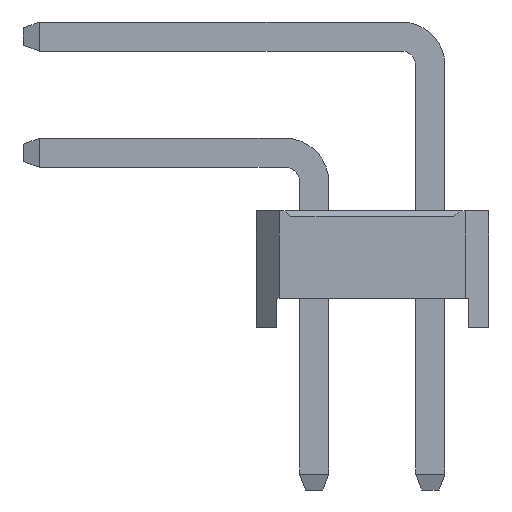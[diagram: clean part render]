
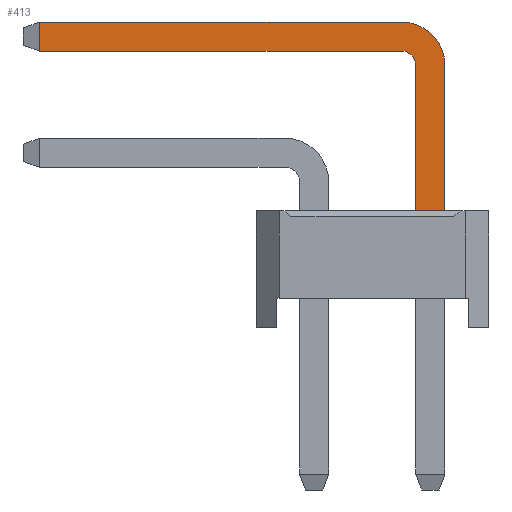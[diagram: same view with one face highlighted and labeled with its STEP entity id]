
A CAD part, left-side view. The second image highlights one B-rep face of the part: STEP entity #413.
In plain terms, the highlighted planar face has unit normal (-1, 0, 0).
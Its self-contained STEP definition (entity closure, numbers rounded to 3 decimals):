
#413=ADVANCED_FACE('',(#1449),#1451,.T.);
#1449=FACE_BOUND('',#1450,.T.);
#1450=EDGE_LOOP('',(#2285,#2286,#2287,#2288,#2289,#2290,#2291,#2292));
#1451=PLANE('',#1452);
#1452=AXIS2_PLACEMENT_3D('',#1453,#1454,#1455);
#1453=CARTESIAN_POINT('',(-0.25,-1.75,-2.8));
#1454=DIRECTION('',(-1.,0.,0.));
#1455=DIRECTION('',(0.,-1.,0.));
#2285=ORIENTED_EDGE('',*,*,#2795,.F.);
#2286=ORIENTED_EDGE('',*,*,#2796,.F.);
#2287=ORIENTED_EDGE('',*,*,#2797,.F.);
#2288=ORIENTED_EDGE('',*,*,#2798,.F.);
#2289=ORIENTED_EDGE('',*,*,#2661,.T.);
#2290=ORIENTED_EDGE('',*,*,#2794,.T.);
#2291=ORIENTED_EDGE('',*,*,#2799,.T.);
#2292=ORIENTED_EDGE('',*,*,#2800,.T.);
#2661=EDGE_CURVE('',#2999,#2997,#3000,.T.);
#2794=EDGE_CURVE('',#2997,#3222,#3224,.T.);
#2795=EDGE_CURVE('',#3225,#3226,#3227,.T.);
#2796=EDGE_CURVE('',#3228,#3225,#3229,.T.);
#2797=EDGE_CURVE('',#3230,#3228,#3231,.T.);
#2798=EDGE_CURVE('',#2999,#3230,#3232,.T.);
#2799=EDGE_CURVE('',#3222,#3233,#3234,.T.);
#2800=EDGE_CURVE('',#3233,#3226,#3235,.T.);
#2997=VERTEX_POINT('',#3558);
#2999=VERTEX_POINT('',#3562);
#3000=LINE('',#3563,#3564);
#3222=VERTEX_POINT('',#4059);
#3224=LINE('',#4063,#4064);
#3225=VERTEX_POINT('',#4066);
#3226=VERTEX_POINT('',#4067);
#3227=LINE('',#4068,#4069);
#3228=VERTEX_POINT('',#4071);
#3229=LINE('',#4072,#4073);
#3230=VERTEX_POINT('',#4075);
#3231=CIRCLE('',#4076,0.25);
#3232=LINE('',#4080,#4081);
#3233=VERTEX_POINT('',#4083);
#3234=CIRCLE('',#4084,0.75);
#3235=LINE('',#4088,#4089);
#3558=CARTESIAN_POINT('',(-0.25,-2.25,2.));
#3562=CARTESIAN_POINT('',(-0.25,-1.75,2.));
#3563=CARTESIAN_POINT('',(-0.25,-1.75,2.));
#3564=VECTOR('',#3565,1.);
#3565=DIRECTION('',(0.,-1.,0.));
#4059=CARTESIAN_POINT('',(-0.25,-2.25,4.5));
#4063=CARTESIAN_POINT('',(-0.25,-2.25,2.));
#4064=VECTOR('',#4065,1.);
#4065=DIRECTION('',(0.,0.,1.));
#4066=CARTESIAN_POINT('',(-0.25,4.725,4.75));
#4067=CARTESIAN_POINT('',(-0.25,4.725,5.25));
#4068=CARTESIAN_POINT('',(-0.25,4.725,4.75));
#4069=VECTOR('',#4070,1.);
#4070=DIRECTION('',(0.,0.,1.));
#4071=CARTESIAN_POINT('',(-0.25,-1.5,4.75));
#4072=CARTESIAN_POINT('',(-0.25,-1.5,4.75));
#4073=VECTOR('',#4074,1.);
#4074=DIRECTION('',(0.,1.,0.));
#4075=CARTESIAN_POINT('',(-0.25,-1.75,4.5));
#4076=AXIS2_PLACEMENT_3D('',#4077,#4078,#4079);
#4077=CARTESIAN_POINT('',(-0.25,-1.5,4.5));
#4078=DIRECTION('',(-1.,-0.,0.));
#4079=DIRECTION('',(0.,-1.,0.));
#4080=CARTESIAN_POINT('',(-0.25,-1.75,2.));
#4081=VECTOR('',#4082,1.);
#4082=DIRECTION('',(0.,0.,1.));
#4083=CARTESIAN_POINT('',(-0.25,-1.5,5.25));
#4084=AXIS2_PLACEMENT_3D('',#4085,#4086,#4087);
#4085=CARTESIAN_POINT('',(-0.25,-1.5,4.5));
#4086=DIRECTION('',(-1.,-0.,0.));
#4087=DIRECTION('',(0.,-1.,0.));
#4088=CARTESIAN_POINT('',(-0.25,-1.5,5.25));
#4089=VECTOR('',#4090,1.);
#4090=DIRECTION('',(0.,1.,0.));
